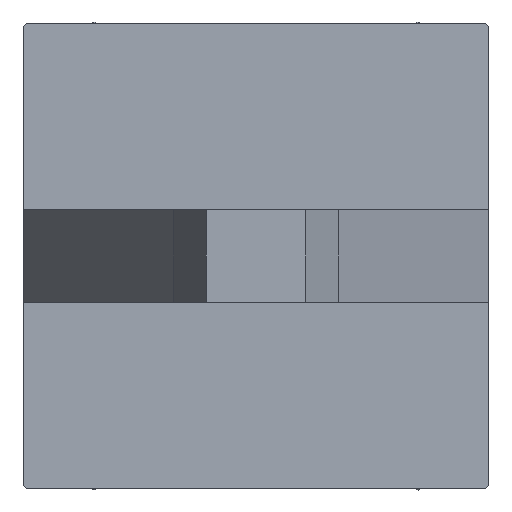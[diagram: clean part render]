
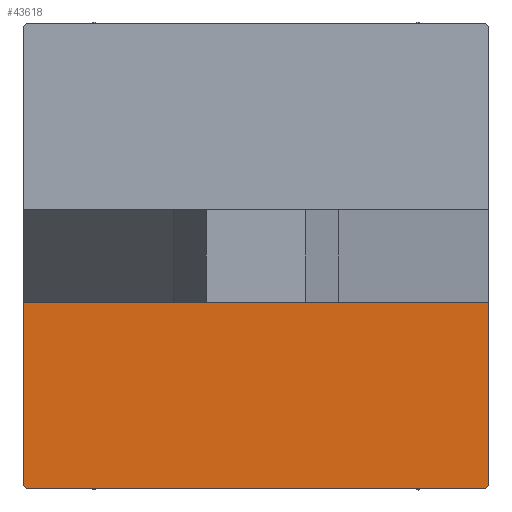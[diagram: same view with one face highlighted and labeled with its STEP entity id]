
A CAD part, left-side view. The second image highlights one B-rep face of the part: STEP entity #43618.
In plain terms, the highlighted planar face has unit normal (-1, 0, 0).
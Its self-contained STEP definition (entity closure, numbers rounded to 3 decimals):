
#36 = ORIENTED_EDGE ( 'NONE', *, *, #41163, .T. ) ;
#307 = CARTESIAN_POINT ( 'NONE',  ( 0., -37.5, 37.5 ) ) ;
#643 = VECTOR ( 'NONE', #26421, 1000. ) ;
#1869 = ORIENTED_EDGE ( 'NONE', *, *, #43793, .F. ) ;
#2044 = EDGE_CURVE ( 'NONE', #12714, #20523, #5893, .T. ) ;
#3871 = VECTOR ( 'NONE', #21011, 1000. ) ;
#5275 = LINE ( 'NONE', #23362, #10156 ) ;
#5893 = LINE ( 'NONE', #31271, #21282 ) ;
#6641 = ORIENTED_EDGE ( 'NONE', *, *, #16556, .T. ) ;
#7187 = CARTESIAN_POINT ( 'NONE',  ( 0., -37., -37.5 ) ) ;
#8107 = DIRECTION ( 'NONE',  ( 0., -1., 0. ) ) ;
#8446 = VERTEX_POINT ( 'NONE', #7187 ) ;
#8476 = EDGE_LOOP ( 'NONE', ( #45435, #6641, #36, #14522, #1869, #28959 ) ) ;
#9817 = VERTEX_POINT ( 'NONE', #39200 ) ;
#9971 = EDGE_CURVE ( 'NONE', #43722, #20523, #39884, .T. ) ;
#10156 = VECTOR ( 'NONE', #8107, 1000. ) ;
#10204 = VERTEX_POINT ( 'NONE', #13500 ) ;
#12714 = VERTEX_POINT ( 'NONE', #18925 ) ;
#13500 = CARTESIAN_POINT ( 'NONE',  ( 0., -7.5, -37.5 ) ) ;
#14522 = ORIENTED_EDGE ( 'NONE', *, *, #24170, .T. ) ;
#14951 = DIRECTION ( 'NONE',  ( 0., -1., 0. ) ) ;
#15849 = VECTOR ( 'NONE', #16008, 1000. ) ;
#16008 = DIRECTION ( 'NONE',  ( 0., -0.707, 0.707 ) ) ;
#16556 = EDGE_CURVE ( 'NONE', #43722, #10204, #44303, .T. ) ;
#16938 = DIRECTION ( 'NONE',  ( 0., 0.707, 0.707 ) ) ;
#18133 = AXIS2_PLACEMENT_3D ( 'NONE', #27131, #26905, #44793 ) ;
#18925 = CARTESIAN_POINT ( 'NONE',  ( 0., -37.5, 37. ) ) ;
#19367 = CARTESIAN_POINT ( 'NONE',  ( 0., -7.5, 37.5 ) ) ;
#20523 = VERTEX_POINT ( 'NONE', #30482 ) ;
#21011 = DIRECTION ( 'NONE',  ( 0., 0., -1. ) ) ;
#21282 = VECTOR ( 'NONE', #16938, 1000. ) ;
#23362 = CARTESIAN_POINT ( 'NONE',  ( 0., 37.5, -37.5 ) ) ;
#24170 = EDGE_CURVE ( 'NONE', #8446, #9817, #44922, .T. ) ;
#26421 = DIRECTION ( 'NONE',  ( 0., 0., -1. ) ) ;
#26905 = DIRECTION ( 'NONE',  ( -1., 0., 0. ) ) ;
#27039 = CARTESIAN_POINT ( 'NONE',  ( 0., -37.25, -37.25 ) ) ;
#27131 = CARTESIAN_POINT ( 'NONE',  ( 0., 0., 0. ) ) ;
#28959 = ORIENTED_EDGE ( 'NONE', *, *, #2044, .T. ) ;
#30437 = PLANE ( 'NONE',  #18133 ) ;
#30482 = CARTESIAN_POINT ( 'NONE',  ( 0., -37., 37.5 ) ) ;
#31271 = CARTESIAN_POINT ( 'NONE',  ( 0., -37.25, 37.25 ) ) ;
#36367 = CARTESIAN_POINT ( 'NONE',  ( 0., 37.5, 37.5 ) ) ;
#38199 = FACE_OUTER_BOUND ( 'NONE', #8476, .T. ) ;
#38427 = CARTESIAN_POINT ( 'NONE',  ( 0., -7.5, 37.5 ) ) ;
#39200 = CARTESIAN_POINT ( 'NONE',  ( 0., -37.5, -37. ) ) ;
#39884 = LINE ( 'NONE', #36367, #40282 ) ;
#40282 = VECTOR ( 'NONE', #14951, 1000. ) ;
#41163 = EDGE_CURVE ( 'NONE', #10204, #8446, #5275, .T. ) ;
#42650 = LINE ( 'NONE', #307, #3871 ) ;
#43618 = ADVANCED_FACE ( 'NONE', ( #38199 ), #30437, .T. ) ;
#43722 = VERTEX_POINT ( 'NONE', #38427 ) ;
#43793 = EDGE_CURVE ( 'NONE', #12714, #9817, #42650, .T. ) ;
#44303 = LINE ( 'NONE', #19367, #643 ) ;
#44793 = DIRECTION ( 'NONE',  ( 0., 0., 1. ) ) ;
#44922 = LINE ( 'NONE', #27039, #15849 ) ;
#45435 = ORIENTED_EDGE ( 'NONE', *, *, #9971, .F. ) ;
